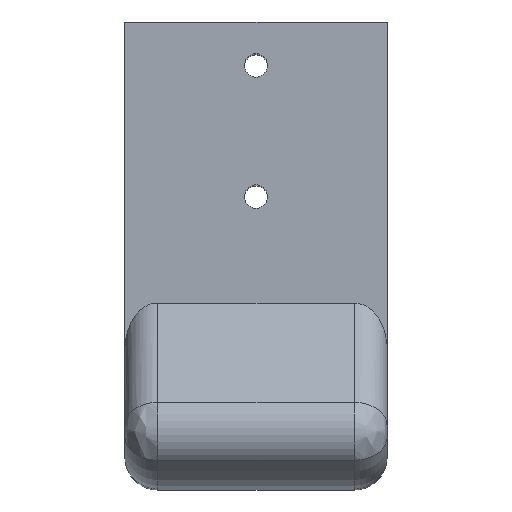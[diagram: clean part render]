
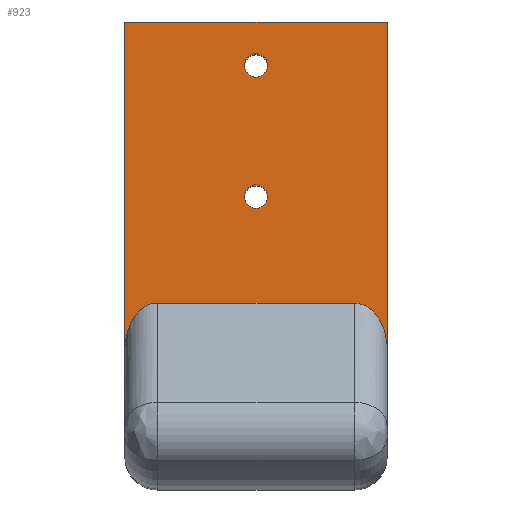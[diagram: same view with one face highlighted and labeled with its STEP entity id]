
A CAD part, top view. The second image highlights one B-rep face of the part: STEP entity #923.
In plain terms, the highlighted planar face has unit normal (0, 0, 1).
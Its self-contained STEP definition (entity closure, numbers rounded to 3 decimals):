
#16=FACE_BOUND('',#335,.T.);
#17=FACE_BOUND('',#336,.T.);
#36=PLANE('',#1020);
#56=ELLIPSE('',#968,5.657,4.);
#58=ELLIPSE('',#982,5.657,4.);
#68=LINE('',#1414,#154);
#84=LINE('',#1527,#170);
#131=LINE('',#1788,#217);
#132=LINE('',#1789,#218);
#154=VECTOR('',#1081,10.);
#170=VECTOR('',#1125,10.);
#217=VECTOR('',#1246,10.);
#218=VECTOR('',#1247,10.);
#282=FACE_OUTER_BOUND('',#334,.T.);
#334=EDGE_LOOP('',(#784,#785,#786,#787,#788,#789));
#335=EDGE_LOOP('',(#790));
#336=EDGE_LOOP('',(#791));
#390=CIRCLE('',#1021,1.425);
#391=CIRCLE('',#1022,1.425);
#412=VERTEX_POINT('',#1407);
#413=VERTEX_POINT('',#1408);
#414=VERTEX_POINT('',#1413);
#432=VERTEX_POINT('',#1521);
#433=VERTEX_POINT('',#1522);
#476=VERTEX_POINT('',#1787);
#477=VERTEX_POINT('',#1790);
#478=VERTEX_POINT('',#1792);
#498=EDGE_CURVE('',#412,#413,#56,.F.);
#501=EDGE_CURVE('',#412,#414,#68,.T.);
#524=EDGE_CURVE('',#432,#433,#58,.F.);
#527=EDGE_CURVE('',#432,#413,#84,.T.);
#594=EDGE_CURVE('',#414,#476,#131,.T.);
#595=EDGE_CURVE('',#476,#433,#132,.T.);
#596=EDGE_CURVE('',#477,#477,#390,.T.);
#597=EDGE_CURVE('',#478,#478,#391,.T.);
#784=ORIENTED_EDGE('',*,*,#527,.T.);
#785=ORIENTED_EDGE('',*,*,#498,.F.);
#786=ORIENTED_EDGE('',*,*,#501,.T.);
#787=ORIENTED_EDGE('',*,*,#594,.T.);
#788=ORIENTED_EDGE('',*,*,#595,.T.);
#789=ORIENTED_EDGE('',*,*,#524,.F.);
#790=ORIENTED_EDGE('',*,*,#596,.T.);
#791=ORIENTED_EDGE('',*,*,#597,.T.);
#923=ADVANCED_FACE('',(#282,#16,#17),#36,.T.);
#968=AXIS2_PLACEMENT_3D('',#1409,#1075,#1076);
#982=AXIS2_PLACEMENT_3D('',#1523,#1119,#1120);
#1020=AXIS2_PLACEMENT_3D('',#1786,#1244,#1245);
#1021=AXIS2_PLACEMENT_3D('',#1791,#1248,#1249);
#1022=AXIS2_PLACEMENT_3D('',#1793,#1250,#1251);
#1075=DIRECTION('center_axis',(0.,0.,-1.));
#1076=DIRECTION('ref_axis',(0.,1.,0.));
#1081=DIRECTION('',(0.,1.,0.));
#1119=DIRECTION('center_axis',(0.,0.,-1.));
#1120=DIRECTION('ref_axis',(0.,1.,0.));
#1125=DIRECTION('',(1.,0.,0.));
#1244=DIRECTION('center_axis',(0.,0.,1.));
#1245=DIRECTION('ref_axis',(1.,0.,0.));
#1246=DIRECTION('',(-1.,0.,0.));
#1247=DIRECTION('',(0.,-1.,0.));
#1248=DIRECTION('center_axis',(0.,0.,-1.));
#1249=DIRECTION('ref_axis',(1.,0.,0.));
#1250=DIRECTION('center_axis',(0.,0.,-1.));
#1251=DIRECTION('ref_axis',(1.,0.,0.));
#1407=CARTESIAN_POINT('',(16.,-18.807,2.));
#1408=CARTESIAN_POINT('',(12.,-13.15,2.));
#1409=CARTESIAN_POINT('Origin',(12.,-18.807,2.));
#1413=CARTESIAN_POINT('',(16.,21.15,2.));
#1414=CARTESIAN_POINT('',(16.,23.15,2.));
#1521=CARTESIAN_POINT('',(-12.,-13.15,2.));
#1522=CARTESIAN_POINT('',(-16.,-18.807,2.));
#1523=CARTESIAN_POINT('Origin',(-12.,-18.807,2.));
#1527=CARTESIAN_POINT('',(8.,-13.15,2.));
#1786=CARTESIAN_POINT('Origin',(0.,-1.,2.));
#1787=CARTESIAN_POINT('',(-16.,21.15,2.));
#1788=CARTESIAN_POINT('',(-16.,21.15,2.));
#1789=CARTESIAN_POINT('',(-16.,-23.15,2.));
#1790=CARTESIAN_POINT('',(-1.425,-0.15,2.));
#1791=CARTESIAN_POINT('Origin',(0.,-0.15,
2.));
#1792=CARTESIAN_POINT('',(-1.425,15.85,2.));
#1793=CARTESIAN_POINT('Origin',(0.,15.85,2.));
